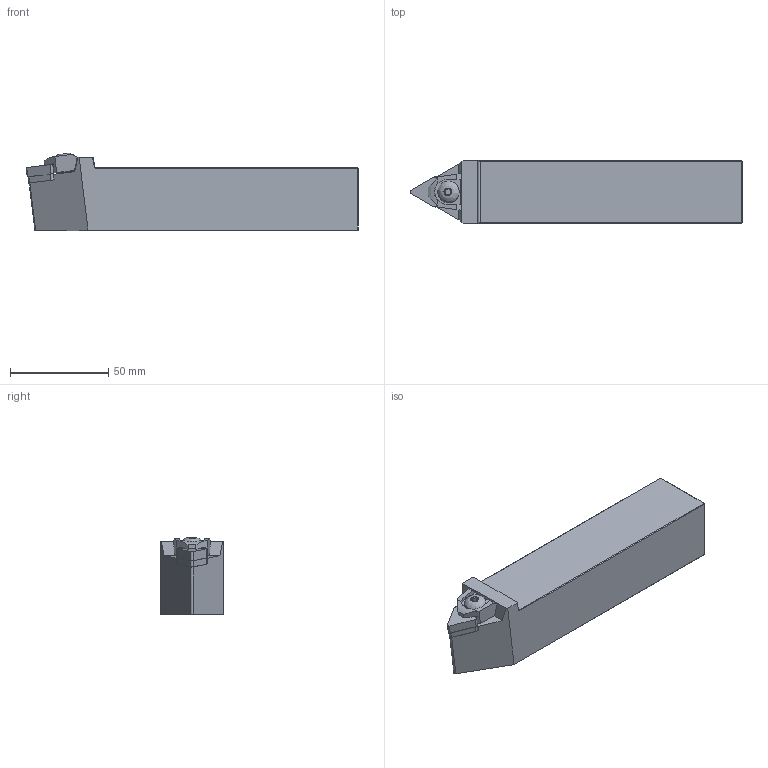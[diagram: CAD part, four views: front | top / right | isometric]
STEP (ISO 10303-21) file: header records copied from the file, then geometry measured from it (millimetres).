
FILE_DESCRIPTION(/* description */ (''),/* implementation_level */ '2;1');
FILE_NAME(/* name */ 'MTENN-3232-P16.stp',/* time_stamp */ '2023-10-04T10:54:45+03:00',/* author */ (''),/* organization */ (''),/* preprocessor_version */ 'ST-DEVELOPER v19.4',/* originating_system */ 'SIEMENS PLM Software NX2306.3001',/* authorisation */ '');
FILE_SCHEMA (('AUTOMOTIVE_DESIGN { 1 0 10303 214 3 1 1 1 }'));
Length unit declared in the file: millimetre
Products named in the file (1): MTENN-3232-P16
Bounding box: 169.21 x 32 x 39.36 mm (x, y, z)
Volume: 159774.6 mm3; surface area: 23443.6 mm2
Topology: 2 solids, 2 shells, 92 faces, 229 edges, 146 vertices
Faces by surface type: plane 71, cylinder 15, cone 4, bspline 1, torus 1
Full cylindrical faces by diameter (mm): 4.8 x1, 5.9 x1, 11 x1
Entity records: 2746 total; most frequent: CARTESIAN_POINT 565, ORIENTED_EDGE 438, DIRECTION 434, EDGE_CURVE 219, LINE 172, VECTOR 172, VERTEX_POINT 142, AXIS2_PLACEMENT_3D 131
